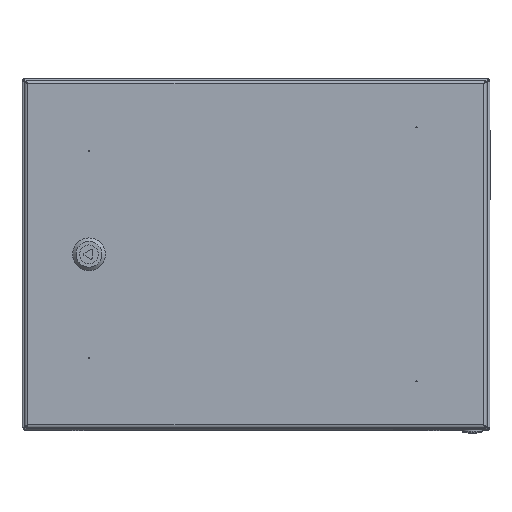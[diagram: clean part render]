
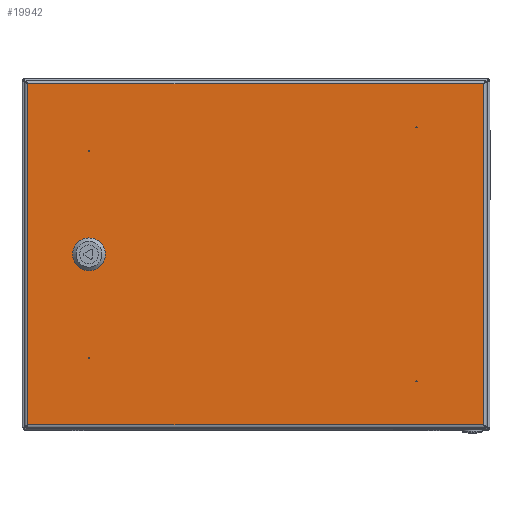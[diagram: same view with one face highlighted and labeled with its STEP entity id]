
A CAD part, top view. The second image highlights one B-rep face of the part: STEP entity #19942.
In plain terms, the highlighted face is planar.
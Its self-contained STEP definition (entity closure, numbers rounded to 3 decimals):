
#74 = AXIS2_PLACEMENT_3D ( 'NONE', #32890, #14830, #44667 ) ;
#75 = VECTOR ( 'NONE', #8679, 1000. ) ;
#256 = EDGE_CURVE ( 'NONE', #18675, #18675, #32967, .T. ) ;
#570 = CARTESIAN_POINT ( 'NONE',  ( -138., 108.5, -1. ) ) ;
#682 = EDGE_LOOP ( 'NONE', ( #3716, #4847, #21632, #22642 ) ) ;
#813 = LINE ( 'NONE', #45537, #3870 ) ;
#1749 = DIRECTION ( 'NONE',  ( 0., -1., 0. ) ) ;
#2289 = VECTOR ( 'NONE', #33821, 1000. ) ;
#3716 = ORIENTED_EDGE ( 'NONE', *, *, #43317, .F. ) ;
#3870 = VECTOR ( 'NONE', #38061, 1000. ) ;
#4476 = ORIENTED_EDGE ( 'NONE', *, *, #41724, .T. ) ;
#4787 = VECTOR ( 'NONE', #30520, 1000. ) ;
#4847 = ORIENTED_EDGE ( 'NONE', *, *, #30646, .F. ) ;
#5905 = LINE ( 'NONE', #46811, #18837 ) ;
#6055 = VERTEX_POINT ( 'NONE', #21779 ) ;
#6137 = DIRECTION ( 'NONE',  ( 0., -1., 0. ) ) ;
#6558 = EDGE_CURVE ( 'NONE', #25703, #14993, #23129, .T. ) ;
#7245 = EDGE_LOOP ( 'NONE', ( #39700 ) ) ;
#7745 = DIRECTION ( 'NONE',  ( 0., 0., 1. ) ) ;
#7751 = DIRECTION ( 'NONE',  ( -1., 0., 0. ) ) ;
#8206 = AXIS2_PLACEMENT_3D ( 'NONE', #19059, #7745, #41410 ) ;
#8679 = DIRECTION ( 'NONE',  ( 1., 0., 0. ) ) ;
#8734 = EDGE_CURVE ( 'NONE', #27356, #6055, #10479, .T. ) ;
#8759 = LINE ( 'NONE', #27075, #29803 ) ;
#9344 = EDGE_CURVE ( 'NONE', #32740, #25703, #28974, .T. ) ;
#9557 = CARTESIAN_POINT ( 'NONE',  ( 147.137, 10.25, -1. ) ) ;
#9718 = FACE_BOUND ( 'NONE', #33936, .T. ) ;
#10479 = CIRCLE ( 'NONE', #21299, 11.25 ) ;
#10587 = EDGE_CURVE ( 'NONE', #24934, #27356, #26752, .T. ) ;
#10837 = DIRECTION ( 'NONE',  ( 0., 0., 1. ) ) ;
#10925 = CIRCLE ( 'NONE', #17058, 0.5 ) ;
#11140 = VERTEX_POINT ( 'NONE', #570 ) ;
#11830 = VECTOR ( 'NONE', #45032, 1000. ) ;
#12344 = EDGE_CURVE ( 'NONE', #31686, #24934, #46694, .T. ) ;
#12610 = ORIENTED_EDGE ( 'NONE', *, *, #9344, .T. ) ;
#12878 = DIRECTION ( 'NONE',  ( 1., 0., 0. ) ) ;
#13007 = ORIENTED_EDGE ( 'NONE', *, *, #6558, .T. ) ;
#14634 = CIRCLE ( 'NONE', #74, 0.5 ) ;
#14830 = DIRECTION ( 'NONE',  ( 0., 0., 1. ) ) ;
#14865 = CARTESIAN_POINT ( 'NONE',  ( 147.137, -10.25, -1. ) ) ;
#14881 = CARTESIAN_POINT ( 'NONE',  ( 194.8, 145.8, -1. ) ) ;
#14993 = VERTEX_POINT ( 'NONE', #21216 ) ;
#14999 = ORIENTED_EDGE ( 'NONE', *, *, #8734, .T. ) ;
#15284 = CARTESIAN_POINT ( 'NONE',  ( -137., -108.5, -1. ) ) ;
#15602 = LINE ( 'NONE', #37724, #4787 ) ;
#15668 = CARTESIAN_POINT ( 'NONE',  ( 132.25, -4.637, -1. ) ) ;
#16445 = CARTESIAN_POINT ( 'NONE',  ( 142.5, 0., -1. ) ) ;
#16503 = CARTESIAN_POINT ( 'NONE',  ( 142.5, 0., -1. ) ) ;
#16883 = EDGE_CURVE ( 'NONE', #6055, #32740, #37193, .T. ) ;
#17058 = AXIS2_PLACEMENT_3D ( 'NONE', #28004, #32341, #42681 ) ;
#17515 = EDGE_CURVE ( 'NONE', #19152, #34099, #813, .T. ) ;
#18069 = DIRECTION ( 'NONE',  ( 1., 0., 0. ) ) ;
#18106 = EDGE_CURVE ( 'NONE', #36642, #36642, #14634, .T. ) ;
#18551 = CARTESIAN_POINT ( 'NONE',  ( 142.5, 0., -1. ) ) ;
#18675 = VERTEX_POINT ( 'NONE', #15284 ) ;
#18837 = VECTOR ( 'NONE', #6137, 1000. ) ;
#19059 = CARTESIAN_POINT ( 'NONE',  ( 142.5, 0., -1. ) ) ;
#19152 = VERTEX_POINT ( 'NONE', #14881 ) ;
#19796 = CARTESIAN_POINT ( 'NONE',  ( -194.8, 1136., -1. ) ) ;
#19909 = AXIS2_PLACEMENT_3D ( 'NONE', #34195, #26736, #41630 ) ;
#19942 = ADVANCED_FACE ( 'NONE', ( #35712, #9718, #28252, #39315, #36190, #20575 ), #35953, .F. ) ;
#20360 = EDGE_CURVE ( 'NONE', #34099, #30024, #15602, .T. ) ;
#20575 = FACE_BOUND ( 'NONE', #22095, .T. ) ;
#20751 = ORIENTED_EDGE ( 'NONE', *, *, #256, .T. ) ;
#21216 = CARTESIAN_POINT ( 'NONE',  ( 137.863, 10.25, -1. ) ) ;
#21299 = AXIS2_PLACEMENT_3D ( 'NONE', #16503, #24218, #12878 ) ;
#21632 = ORIENTED_EDGE ( 'NONE', *, *, #17515, .T. ) ;
#21779 = CARTESIAN_POINT ( 'NONE',  ( 152.75, -4.637, -1. ) ) ;
#22095 = EDGE_LOOP ( 'NONE', ( #33541, #4476, #42827, #38355, #14999, #35045, #12610, #13007 ) ) ;
#22107 = ORIENTED_EDGE ( 'NONE', *, *, #38241, .T. ) ;
#22157 = AXIS2_PLACEMENT_3D ( 'NONE', #16445, #41941, #45807 ) ;
#22642 = ORIENTED_EDGE ( 'NONE', *, *, #20360, .T. ) ;
#22644 = VERTEX_POINT ( 'NONE', #44781 ) ;
#22669 = CARTESIAN_POINT ( 'NONE',  ( 147.137, 10.25, -1. ) ) ;
#22755 = AXIS2_PLACEMENT_3D ( 'NONE', #26060, #40244, #7751 ) ;
#23129 = LINE ( 'NONE', #22669, #11830 ) ;
#24218 = DIRECTION ( 'NONE',  ( 0., 0., 1. ) ) ;
#24603 = ORIENTED_EDGE ( 'NONE', *, *, #26494, .T. ) ;
#24934 = VERTEX_POINT ( 'NONE', #46330 ) ;
#25703 = VERTEX_POINT ( 'NONE', #9557 ) ;
#26060 = CARTESIAN_POINT ( 'NONE',  ( -137.5, 108.5, -1. ) ) ;
#26494 = EDGE_CURVE ( 'NONE', #11140, #11140, #46546, .T. ) ;
#26736 = DIRECTION ( 'NONE',  ( 0., 0., 1. ) ) ;
#26752 = LINE ( 'NONE', #34207, #75 ) ;
#26768 = LINE ( 'NONE', #19796, #35031 ) ;
#27075 = CARTESIAN_POINT ( 'NONE',  ( 987.5, 145.8, -1. ) ) ;
#27356 = VERTEX_POINT ( 'NONE', #14865 ) ;
#28004 = CARTESIAN_POINT ( 'NONE',  ( 142.5, 88.5, -1. ) ) ;
#28252 = FACE_BOUND ( 'NONE', #41712, .T. ) ;
#28736 = CARTESIAN_POINT ( 'NONE',  ( 0., 0., -1. ) ) ;
#28974 = CIRCLE ( 'NONE', #8206, 11.25 ) ;
#29027 = VERTEX_POINT ( 'NONE', #35464 ) ;
#29803 = VECTOR ( 'NONE', #41265, 1000. ) ;
#30024 = VERTEX_POINT ( 'NONE', #30667 ) ;
#30129 = CARTESIAN_POINT ( 'NONE',  ( 152.75, 4.637, -1. ) ) ;
#30520 = DIRECTION ( 'NONE',  ( -1., 0., 0. ) ) ;
#30646 = EDGE_CURVE ( 'NONE', #19152, #22644, #8759, .T. ) ;
#30667 = CARTESIAN_POINT ( 'NONE',  ( -194.8, -145.8, -1. ) ) ;
#30842 = AXIS2_PLACEMENT_3D ( 'NONE', #18551, #10837, #18069 ) ;
#31325 = EDGE_LOOP ( 'NONE', ( #20751 ) ) ;
#31686 = VERTEX_POINT ( 'NONE', #15668 ) ;
#32094 = CARTESIAN_POINT ( 'NONE',  ( 142., -88.5, -1. ) ) ;
#32341 = DIRECTION ( 'NONE',  ( 0., 0., 1. ) ) ;
#32442 = AXIS2_PLACEMENT_3D ( 'NONE', #28736, #42452, #39070 ) ;
#32740 = VERTEX_POINT ( 'NONE', #30129 ) ;
#32890 = CARTESIAN_POINT ( 'NONE',  ( 142.5, -88.5, -1. ) ) ;
#32967 = CIRCLE ( 'NONE', #19909, 0.5 ) ;
#33113 = CARTESIAN_POINT ( 'NONE',  ( 152.75, 4.637, -1. ) ) ;
#33541 = ORIENTED_EDGE ( 'NONE', *, *, #37027, .T. ) ;
#33821 = DIRECTION ( 'NONE',  ( 0., 1., 0. ) ) ;
#33936 = EDGE_LOOP ( 'NONE', ( #22107 ) ) ;
#34099 = VERTEX_POINT ( 'NONE', #44386 ) ;
#34195 = CARTESIAN_POINT ( 'NONE',  ( -137.5, -108.5, -1. ) ) ;
#34207 = CARTESIAN_POINT ( 'NONE',  ( 147.137, -10.25, -1. ) ) ;
#35031 = VECTOR ( 'NONE', #1749, 1000. ) ;
#35045 = ORIENTED_EDGE ( 'NONE', *, *, #16883, .T. ) ;
#35464 = CARTESIAN_POINT ( 'NONE',  ( 132.25, 4.637, -1. ) ) ;
#35712 = FACE_BOUND ( 'NONE', #7245, .T. ) ;
#35953 = PLANE ( 'NONE',  #32442 ) ;
#36190 = FACE_OUTER_BOUND ( 'NONE', #682, .T. ) ;
#36642 = VERTEX_POINT ( 'NONE', #32094 ) ;
#36986 = CIRCLE ( 'NONE', #30842, 11.25 ) ;
#37027 = EDGE_CURVE ( 'NONE', #14993, #29027, #36986, .T. ) ;
#37193 = LINE ( 'NONE', #33113, #2289 ) ;
#37724 = CARTESIAN_POINT ( 'NONE',  ( 987.5, -145.8, -1. ) ) ;
#38061 = DIRECTION ( 'NONE',  ( 0., -1., 0. ) ) ;
#38241 = EDGE_CURVE ( 'NONE', #46484, #46484, #10925, .T. ) ;
#38355 = ORIENTED_EDGE ( 'NONE', *, *, #10587, .T. ) ;
#39070 = DIRECTION ( 'NONE',  ( 1., 0., 0. ) ) ;
#39315 = FACE_BOUND ( 'NONE', #31325, .T. ) ;
#39700 = ORIENTED_EDGE ( 'NONE', *, *, #18106, .T. ) ;
#39959 = CARTESIAN_POINT ( 'NONE',  ( 143., 88.5, -1. ) ) ;
#40244 = DIRECTION ( 'NONE',  ( 0., 0., 1. ) ) ;
#41265 = DIRECTION ( 'NONE',  ( -1., 0., 0. ) ) ;
#41410 = DIRECTION ( 'NONE',  ( 1., 0., 0. ) ) ;
#41630 = DIRECTION ( 'NONE',  ( 1., 0., 0. ) ) ;
#41712 = EDGE_LOOP ( 'NONE', ( #24603 ) ) ;
#41724 = EDGE_CURVE ( 'NONE', #29027, #31686, #5905, .T. ) ;
#41941 = DIRECTION ( 'NONE',  ( 0., 0., 1. ) ) ;
#42452 = DIRECTION ( 'NONE',  ( 0., 0., 1. ) ) ;
#42681 = DIRECTION ( 'NONE',  ( 1., 0., 0. ) ) ;
#42827 = ORIENTED_EDGE ( 'NONE', *, *, #12344, .T. ) ;
#43317 = EDGE_CURVE ( 'NONE', #22644, #30024, #26768, .T. ) ;
#44386 = CARTESIAN_POINT ( 'NONE',  ( 194.8, -145.8, -1. ) ) ;
#44667 = DIRECTION ( 'NONE',  ( -1., 0., 0. ) ) ;
#44781 = CARTESIAN_POINT ( 'NONE',  ( -194.8, 145.8, -1. ) ) ;
#45032 = DIRECTION ( 'NONE',  ( -1., 0., 0. ) ) ;
#45537 = CARTESIAN_POINT ( 'NONE',  ( 194.8, 1136., -1. ) ) ;
#45807 = DIRECTION ( 'NONE',  ( 1., 0., 0. ) ) ;
#46330 = CARTESIAN_POINT ( 'NONE',  ( 137.863, -10.25, -1. ) ) ;
#46484 = VERTEX_POINT ( 'NONE', #39959 ) ;
#46546 = CIRCLE ( 'NONE', #22755, 0.5 ) ;
#46694 = CIRCLE ( 'NONE', #22157, 11.25 ) ;
#46811 = CARTESIAN_POINT ( 'NONE',  ( 132.25, 4.637, -1. ) ) ;
